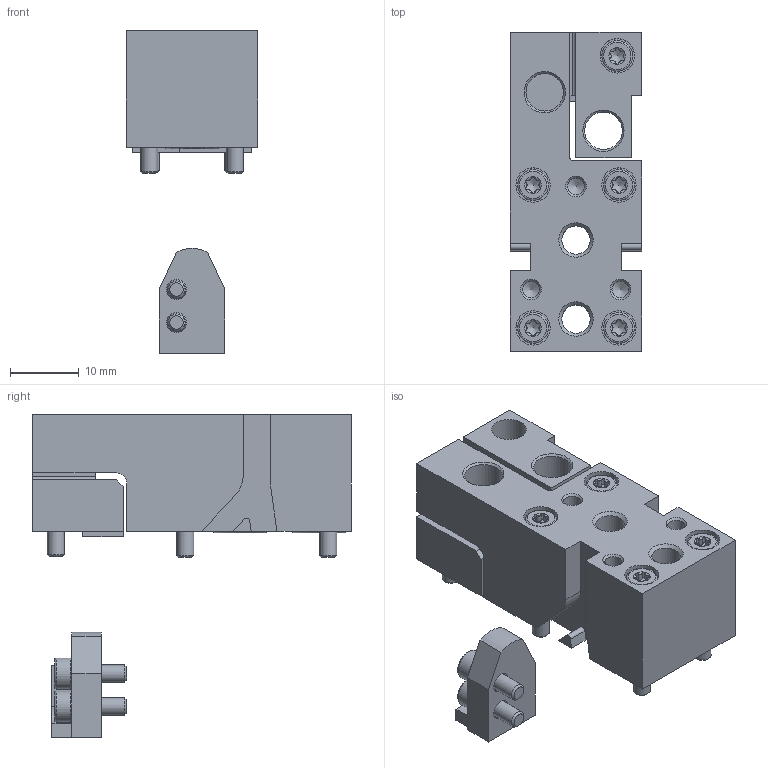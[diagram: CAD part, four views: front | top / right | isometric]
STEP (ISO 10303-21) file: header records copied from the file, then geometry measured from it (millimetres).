
FILE_DESCRIPTION(/* description */ ('STEP AP214'),/* implementation_level */ '2;1');
FILE_NAME(/* name */ '8173533_DADP-SP-G9-10-R',/* time_stamp */ '2024-08-06T09:50:31+02:00',/* author */ ('License CC BY-ND 4.0'),/* organization */ ('CADENAS'),/* preprocessor_version */ 'ST-DEVELOPER v19.3',/* originating_system */ 'PARTsolutions',/* authorisation */ ' ');
FILE_SCHEMA (('AUTOMOTIVE_DESIGN {1 0 10303 214 3 1 1}'));
Length unit declared in the file: millimetre
Products named in the file (6): 8173533 DADP-SP-G9-10-R---(high); 8156326 DGSS-10---(high_sb); ISO 14579 M2.5x18(F); 8156325 DGSS-10---(high_stop); ISO 14579 M2.5x8(F); 8156327 DGSS-10---(high_stop)
Assembly tree (11 placements, depth 2):
  8173533 DADP-SP-G9-10-R---(high)
    8156326 DGSS-10---(high_sb)
    ISO 14579 M2.5x18(F)  x4
    8156325 DGSS-10---(high_stop)
    ISO 14579 M2.5x8(F)  x4
    8156327 DGSS-10---(high_stop)
Bounding box: 19.1 x 46.4 x 47 mm (x, y, z)
Volume: 12702.9 mm3; surface area: 8677.7 mm2
Topology: 11 solids, 13 shells, 361 faces, 856 edges, 535 vertices
Faces by surface type: cylinder 147, cone 94, plane 92, torus 28
Full cylindrical faces by diameter (mm): 2.459 x3, 2.5 x8, 2.7 x2, 2.8 x4, 2.9 x2, 4.134 x2, 4.5 x8, 5 x6, 5.459 x2, 8 x2
Entity records: 5767 total; most frequent: CARTESIAN_POINT 1056, DIRECTION 816, ORIENTED_EDGE 742, EDGE_CURVE 371, AXIS2_PLACEMENT_3D 312, FACE_BOUND 281, VERTEX_POINT 276, EDGE_LOOP 276
